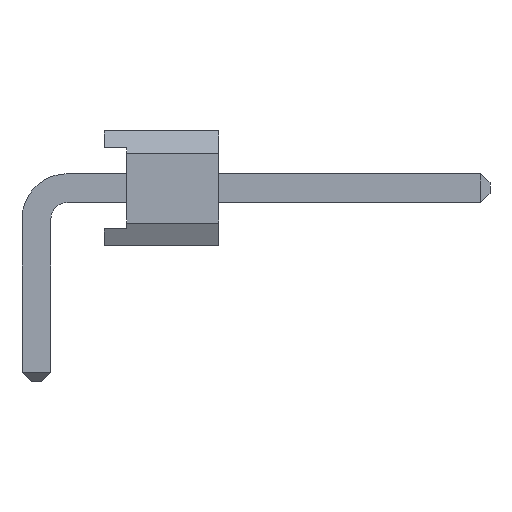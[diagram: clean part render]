
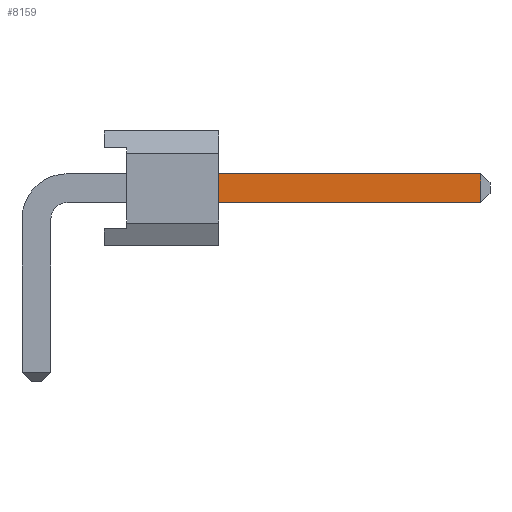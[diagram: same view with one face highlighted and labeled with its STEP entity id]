
A CAD part, front view. The second image highlights one B-rep face of the part: STEP entity #8159.
In plain terms, the highlighted face is planar.
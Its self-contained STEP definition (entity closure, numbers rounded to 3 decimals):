
#1396=ORIENTED_EDGE('',*,*,#2414,.T.);
#1397=ORIENTED_EDGE('',*,*,#2365,.F.);
#1398=ORIENTED_EDGE('',*,*,#2415,.T.);
#1399=ORIENTED_EDGE('',*,*,#2413,.T.);
#2365=EDGE_CURVE('',#2969,#2966,#3675,.T.);
#2413=EDGE_CURVE('',#3010,#3013,#3723,.T.);
#2414=EDGE_CURVE('',#3013,#2966,#3724,.T.);
#2415=EDGE_CURVE('',#2969,#3010,#3725,.T.);
#2966=VERTEX_POINT('',#11400);
#2969=VERTEX_POINT('',#11405);
#3010=VERTEX_POINT('',#11490);
#3013=VERTEX_POINT('',#11500);
#3675=LINE('',#11406,#4461);
#3723=LINE('',#11503,#4509);
#3724=LINE('',#11505,#4510);
#3725=LINE('',#11506,#4511);
#4461=VECTOR('',#9755,1000.);
#4509=VECTOR('',#9813,1000.);
#4510=VECTOR('',#9816,1000.);
#4511=VECTOR('',#9817,1000.);
#4917=EDGE_LOOP('',(#1396,#1397,#1398,#1399));
#5261=FACE_BOUND('',#4917,.T.);
#5565=PLANE('',#8530);
#8159=ADVANCED_FACE('',(#5261),#5565,.F.);
#8530=AXIS2_PLACEMENT_3D('',#11504,#9814,#9815);
#9755=DIRECTION('',(0.,-1.,0.));
#9813=DIRECTION('',(0.,-1.,0.));
#9814=DIRECTION('',(-1.,0.,0.));
#9815=DIRECTION('',(0.,0.,1.));
#9816=DIRECTION('',(0.,0.,-1.));
#9817=DIRECTION('',(0.,0.,1.));
#11400=CARTESIAN_POINT('',(11.75,-0.32,1.27));
#11405=CARTESIAN_POINT('',(11.75,0.32,1.27));
#11406=CARTESIAN_POINT('',(11.75,0.32,1.27));
#11490=CARTESIAN_POINT('',(11.75,0.32,7.07));
#11500=CARTESIAN_POINT('',(11.75,-0.32,7.07));
#11503=CARTESIAN_POINT('',(11.75,0.68,7.07));
#11504=CARTESIAN_POINT('',(11.75,0.68,-2.09));
#11505=CARTESIAN_POINT('',(11.75,-0.32,-2.09));
#11506=CARTESIAN_POINT('',(11.75,0.32,-2.09));
